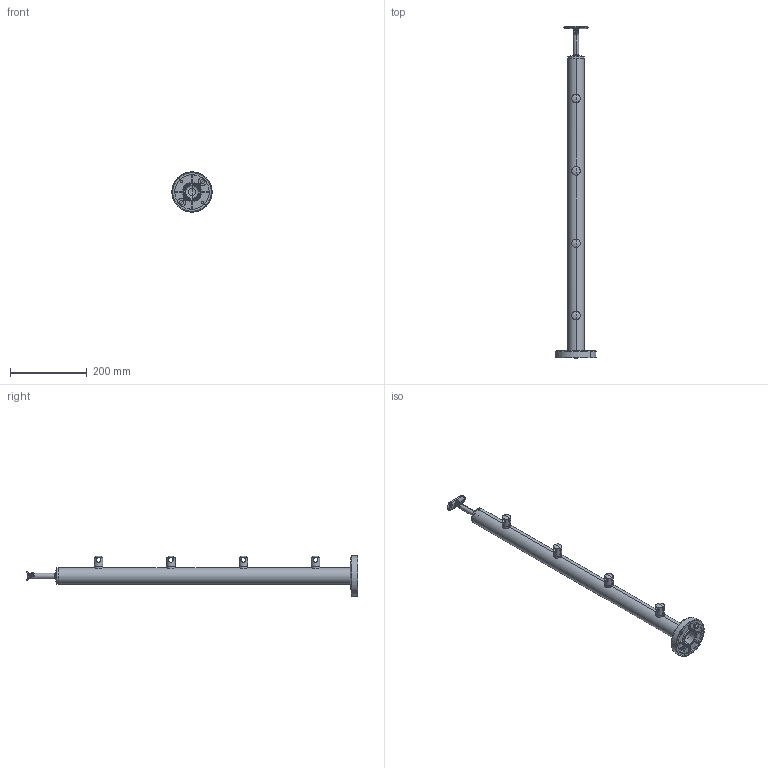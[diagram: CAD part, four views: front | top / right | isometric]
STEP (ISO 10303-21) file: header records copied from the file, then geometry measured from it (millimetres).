
FILE_DESCRIPTION (( 'STEP AP203' ), '1' );
FILE_NAME ('A-VR90-4D12.STEP', '2021-10-13T13:19:24', ( '' ), ( '' ), 'SwSTEP 2.0', 'SolidWorks 2019', '' );
FILE_SCHEMA (( 'CONFIG_CONTROL_DESIGN' ));
Length unit declared in the file: millimetre
Products named in the file (15): A_0830_042; A_0830_042 P2; A-VR90-4D12; A_VR90_4D12_TUBE_L; screw_iso_4029-m5x6-45h; A_0718_242_UP E1; A_0830_042 P1; A-0940-042-N; A-0718-242_UP1 E1; A-0718-242_UP2 E1; M6x10; A-0512-042
Assembly tree (27 placements, depth 3):
  A-VR90-4D12
    A_0718_242_UP E1
      M6x10
      A-0718-242_UP1 E1
      A-0718-242_UP2 E1
    A_0830_042
      A_0830_042 P1
      A_0830_042 P2
      screw_iso_4029-m5x6-45h  x2
    A_0830_042
      A_0830_042 P1
      A_0830_042 P2
      screw_iso_4029-m5x6-45h  x2
    A_0830_042
      A_0830_042 P1
      A_0830_042 P2
      screw_iso_4029-m5x6-45h  x2
    A_0830_042
      A_0830_042 P1
      A_0830_042 P2
      screw_iso_4029-m5x6-45h  x2
    A_VR90_4D12_TUBE_L
    A-0940-042-N
    A-0512-042
Bounding box: 104.6 x 862.58 x 104.6 mm (x, y, z)
Volume: 300726.5 mm3; surface area: 281066.8 mm2
Topology: 22 solids, 22 shells, 460 faces, 1168 edges, 713 vertices
Faces by surface type: cylinder 188, plane 140, cone 100, torus 16, sphere 10, bspline 6
Entity records: 11984 total; most frequent: CARTESIAN_POINT 4047, DIRECTION 1287, ORIENTED_EDGE 1252, EDGE_CURVE 626, AXIS2_PLACEMENT_3D 509, VERTEX_POINT 401, EDGE_LOOP 277, LINE 269
